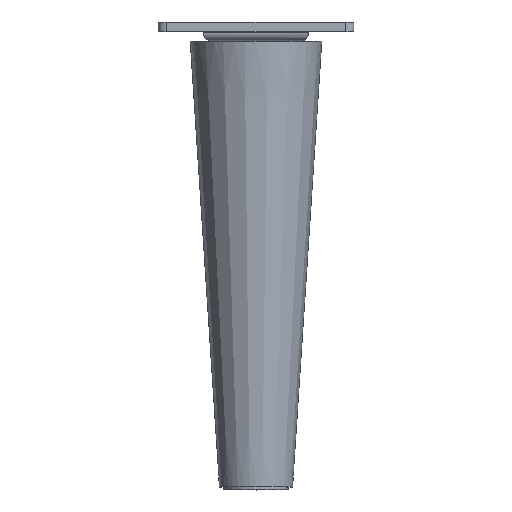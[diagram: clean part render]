
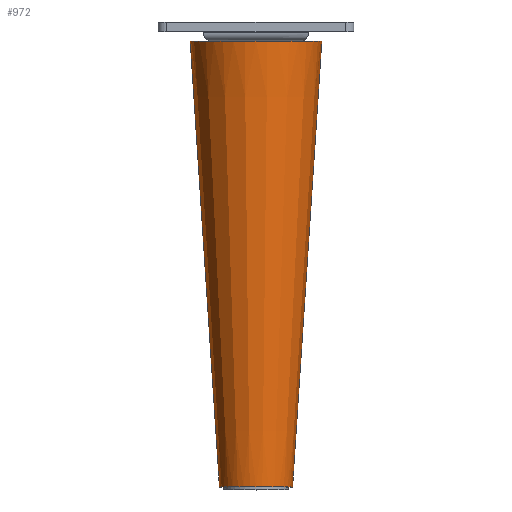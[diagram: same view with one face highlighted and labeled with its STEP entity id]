
A CAD part, top view. The second image highlights one B-rep face of the part: STEP entity #972.
In plain terms, the highlighted conical face has half-angle 3.752 degrees and reference radius 12.5 mm.
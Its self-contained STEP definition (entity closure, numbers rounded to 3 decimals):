
#91 = CARTESIAN_POINT ( 'NONE',  ( 0., 152.5, 0. ) ) ;
#214 = CARTESIAN_POINT ( 'NONE',  ( 0., 0., 0. ) ) ;
#295 = CARTESIAN_POINT ( 'NONE',  ( 22.5, 152.5, 0. ) ) ;
#617 = CARTESIAN_POINT ( 'NONE',  ( -12.5, 0., 0. ) ) ;
#656 = ORIENTED_EDGE ( 'NONE', *, *, #2317, .T. ) ;
#726 = ORIENTED_EDGE ( 'NONE', *, *, #1917, .F. ) ;
#781 = EDGE_LOOP ( 'NONE', ( #1349, #656, #726, #1071 ) ) ;
#836 = LINE ( 'NONE', #1145, #1823 ) ;
#958 = DIRECTION ( 'NONE',  ( 0., 1., 0. ) ) ;
#964 = VECTOR ( 'NONE', #1190, 1000. ) ;
#972 = ADVANCED_FACE ( 'NONE', ( #1968 ), #1403, .T. ) ;
#983 = DIRECTION ( 'NONE',  ( -1., 0., 0. ) ) ;
#1031 = VERTEX_POINT ( 'NONE', #1080 ) ;
#1056 = AXIS2_PLACEMENT_3D ( 'NONE', #2287, #2302, #1602 ) ;
#1071 = ORIENTED_EDGE ( 'NONE', *, *, #1661, .F. ) ;
#1080 = CARTESIAN_POINT ( 'NONE',  ( -22.5, 152.5, 0. ) ) ;
#1120 = DIRECTION ( 'NONE',  ( -1., 0., 0. ) ) ;
#1145 = CARTESIAN_POINT ( 'NONE',  ( 12.5, 0., 0. ) ) ;
#1158 = EDGE_CURVE ( 'NONE', #2246, #1692, #1243, .T. ) ;
#1190 = DIRECTION ( 'NONE',  ( -0.065, 0.998, 0. ) ) ;
#1243 = CIRCLE ( 'NONE', #1056, 12.5 ) ;
#1310 = DIRECTION ( 'NONE',  ( 0.065, 0.998, 0. ) ) ;
#1349 = ORIENTED_EDGE ( 'NONE', *, *, #1158, .T. ) ;
#1403 = CONICAL_SURFACE ( 'NONE', #1605, 12.5, 0.065 ) ;
#1472 = CIRCLE ( 'NONE', #2325, 22.5 ) ;
#1602 = DIRECTION ( 'NONE',  ( -1., 0., 0. ) ) ;
#1605 = AXIS2_PLACEMENT_3D ( 'NONE', #214, #1816, #1120 ) ;
#1661 = EDGE_CURVE ( 'NONE', #2246, #1031, #2053, .T. ) ;
#1682 = VERTEX_POINT ( 'NONE', #295 ) ;
#1692 = VERTEX_POINT ( 'NONE', #1717 ) ;
#1717 = CARTESIAN_POINT ( 'NONE',  ( 12.5, 0., 0. ) ) ;
#1816 = DIRECTION ( 'NONE',  ( 0., 1., 0. ) ) ;
#1823 = VECTOR ( 'NONE', #1310, 1000. ) ;
#1879 = CARTESIAN_POINT ( 'NONE',  ( -12.5, 0., 0. ) ) ;
#1917 = EDGE_CURVE ( 'NONE', #1031, #1682, #1472, .T. ) ;
#1968 = FACE_OUTER_BOUND ( 'NONE', #781, .T. ) ;
#2053 = LINE ( 'NONE', #617, #964 ) ;
#2246 = VERTEX_POINT ( 'NONE', #1879 ) ;
#2287 = CARTESIAN_POINT ( 'NONE',  ( 0., 0., 0. ) ) ;
#2302 = DIRECTION ( 'NONE',  ( 0., 1., 0. ) ) ;
#2317 = EDGE_CURVE ( 'NONE', #1692, #1682, #836, .T. ) ;
#2325 = AXIS2_PLACEMENT_3D ( 'NONE', #91, #958, #983 ) ;
